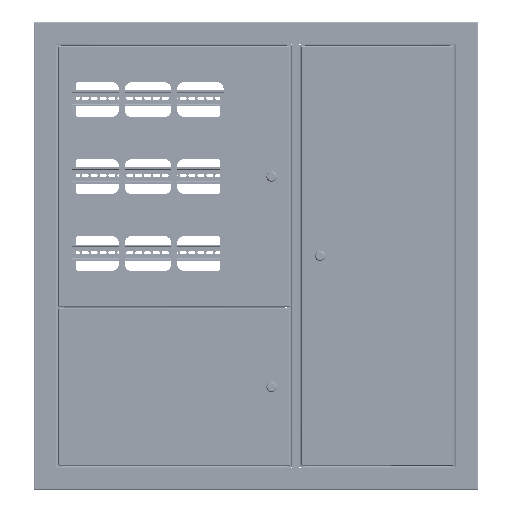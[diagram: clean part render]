
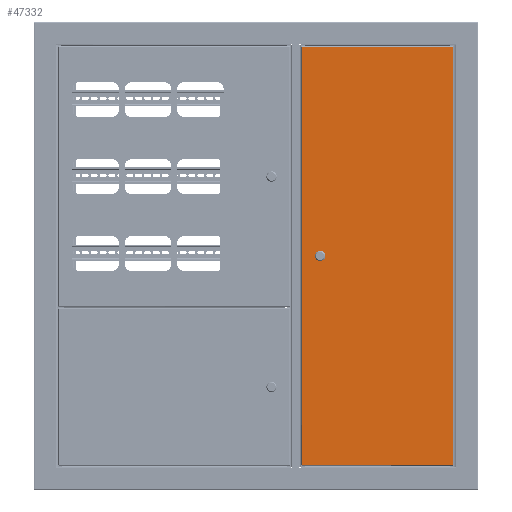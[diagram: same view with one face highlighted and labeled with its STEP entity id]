
A CAD part, top view. The second image highlights one B-rep face of the part: STEP entity #47332.
In plain terms, the highlighted planar face has unit normal (0, 0, 1).
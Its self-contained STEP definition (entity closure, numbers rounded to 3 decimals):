
#424 = VERTEX_POINT ( 'NONE', #24118 ) ;
#2833 = VECTOR ( 'NONE', #63130, 1000. ) ;
#3633 = DIRECTION ( 'NONE',  ( 0., 0., 1. ) ) ;
#4125 = DIRECTION ( 'NONE',  ( 0., 0., 1. ) ) ;
#4145 = CARTESIAN_POINT ( 'NONE',  ( 451.849, 48.5, 0. ) ) ;
#5457 = LINE ( 'NONE', #34953, #5680 ) ;
#5680 = VECTOR ( 'NONE', #94028, 1000. ) ;
#5748 = EDGE_CURVE ( 'NONE', #8211, #57055, #26844, .T. ) ;
#5985 = CARTESIAN_POINT ( 'NONE',  ( 451.849, 31.5, 0. ) ) ;
#8211 = VERTEX_POINT ( 'NONE', #88147 ) ;
#8599 = ORIENTED_EDGE ( 'NONE', *, *, #81485, .T. ) ;
#8736 = VERTEX_POINT ( 'NONE', #67019 ) ;
#10136 = AXIS2_PLACEMENT_3D ( 'NONE', #93238, #26902, #56480 ) ;
#11355 = FACE_BOUND ( 'NONE', #80201, .T. ) ;
#11372 = CARTESIAN_POINT ( 'NONE',  ( 448.2, 40., 0. ) ) ;
#13220 = LINE ( 'NONE', #5985, #2833 ) ;
#16592 = ORIENTED_EDGE ( 'NONE', *, *, #84040, .F. ) ;
#17952 = CIRCLE ( 'NONE', #64371, 9.25 ) ;
#19078 = DIRECTION ( 'NONE',  ( 1., 0., 0. ) ) ;
#19558 = DIRECTION ( 'NONE',  ( -1., 0., 0. ) ) ;
#22400 = CARTESIAN_POINT ( 'NONE',  ( 457.45, 40., 0. ) ) ;
#23922 = AXIS2_PLACEMENT_3D ( 'NONE', #11372, #4125, #91279 ) ;
#24118 = CARTESIAN_POINT ( 'NONE',  ( 1.7, 1.7, 0. ) ) ;
#25355 = VERTEX_POINT ( 'NONE', #85463 ) ;
#25671 = CARTESIAN_POINT ( 'NONE',  ( 1.7, 324.293, 0. ) ) ;
#26007 = EDGE_CURVE ( 'NONE', #94560, #25355, #5457, .T. ) ;
#26844 = LINE ( 'NONE', #4145, #27119 ) ;
#26902 = DIRECTION ( 'NONE',  ( 0., 0., 1. ) ) ;
#27119 = VECTOR ( 'NONE', #64159, 1000. ) ;
#27953 = ORIENTED_EDGE ( 'NONE', *, *, #26007, .T. ) ;
#27965 = AXIS2_PLACEMENT_3D ( 'NONE', #93622, #34565, #19558 ) ;
#28239 = LINE ( 'NONE', #36938, #46791 ) ;
#28738 = CIRCLE ( 'NONE', #10136, 9.25 ) ;
#33719 = VERTEX_POINT ( 'NONE', #22400 ) ;
#34565 = DIRECTION ( 'NONE',  ( 0., 0., -1. ) ) ;
#34953 = CARTESIAN_POINT ( 'NONE',  ( 894.7, 0., 0. ) ) ;
#36938 = CARTESIAN_POINT ( 'NONE',  ( 1.7, 1.7, 0. ) ) ;
#39337 = CIRCLE ( 'NONE', #23922, 9.25 ) ;
#41345 = CARTESIAN_POINT ( 'NONE',  ( 448.2, 40., 0. ) ) ;
#41353 = FACE_OUTER_BOUND ( 'NONE', #83251, .T. ) ;
#46791 = VECTOR ( 'NONE', #65549, 1000. ) ;
#47332 = ADVANCED_FACE ( 'NONE', ( #11355, #41353 ), #72371, .F. ) ;
#48688 = ORIENTED_EDGE ( 'NONE', *, *, #94909, .T. ) ;
#52672 = CARTESIAN_POINT ( 'NONE',  ( 894.993, 324., 0. ) ) ;
#56191 = EDGE_CURVE ( 'NONE', #91497, #33719, #39337, .T. ) ;
#56480 = DIRECTION ( 'NONE',  ( 1., 0., 0. ) ) ;
#57055 = VERTEX_POINT ( 'NONE', #66313 ) ;
#57120 = ORIENTED_EDGE ( 'NONE', *, *, #80304, .T. ) ;
#57450 = ORIENTED_EDGE ( 'NONE', *, *, #56191, .F. ) ;
#58474 = ORIENTED_EDGE ( 'NONE', *, *, #80647, .F. ) ;
#59456 = DIRECTION ( 'NONE',  ( -1., 0., 0. ) ) ;
#62279 = ORIENTED_EDGE ( 'NONE', *, *, #68779, .F. ) ;
#63130 = DIRECTION ( 'NONE',  ( 1., 0., 0. ) ) ;
#63391 = CARTESIAN_POINT ( 'NONE',  ( 1.7, 324., 0. ) ) ;
#64159 = DIRECTION ( 'NONE',  ( -1., 0., 0. ) ) ;
#64371 = AXIS2_PLACEMENT_3D ( 'NONE', #41345, #3633, #19078 ) ;
#64792 = DIRECTION ( 'NONE',  ( 0., -1., 0. ) ) ;
#65549 = DIRECTION ( 'NONE',  ( 1., 0., 0. ) ) ;
#66313 = CARTESIAN_POINT ( 'NONE',  ( 444.551, 48.5, 0. ) ) ;
#67019 = CARTESIAN_POINT ( 'NONE',  ( 444.551, 31.5, 0. ) ) ;
#68779 = EDGE_CURVE ( 'NONE', #33719, #8211, #17952, .T. ) ;
#72371 = PLANE ( 'NONE',  #27965 ) ;
#72540 = LINE ( 'NONE', #25671, #78308 ) ;
#74010 = LINE ( 'NONE', #52672, #76582 ) ;
#76061 = ORIENTED_EDGE ( 'NONE', *, *, #5748, .F. ) ;
#76582 = VECTOR ( 'NONE', #59456, 1000. ) ;
#78308 = VECTOR ( 'NONE', #64792, 1000. ) ;
#79705 = CARTESIAN_POINT ( 'NONE',  ( 894.7, 1.7, 0. ) ) ;
#80201 = EDGE_LOOP ( 'NONE', ( #76061, #62279, #57450, #16592, #58474 ) ) ;
#80304 = EDGE_CURVE ( 'NONE', #25355, #94086, #74010, .T. ) ;
#80647 = EDGE_CURVE ( 'NONE', #57055, #8736, #28738, .T. ) ;
#81485 = EDGE_CURVE ( 'NONE', #94086, #424, #72540, .T. ) ;
#83251 = EDGE_LOOP ( 'NONE', ( #48688, #27953, #57120, #8599 ) ) ;
#84040 = EDGE_CURVE ( 'NONE', #8736, #91497, #13220, .T. ) ;
#85463 = CARTESIAN_POINT ( 'NONE',  ( 894.7, 324., 0. ) ) ;
#85823 = CARTESIAN_POINT ( 'NONE',  ( 451.849, 31.5, 0. ) ) ;
#88147 = CARTESIAN_POINT ( 'NONE',  ( 451.849, 48.5, 0. ) ) ;
#91279 = DIRECTION ( 'NONE',  ( 1., 0., 0. ) ) ;
#91497 = VERTEX_POINT ( 'NONE', #85823 ) ;
#93238 = CARTESIAN_POINT ( 'NONE',  ( 448.2, 40., 0. ) ) ;
#93622 = CARTESIAN_POINT ( 'NONE',  ( 0., 325.7, 0. ) ) ;
#94028 = DIRECTION ( 'NONE',  ( 0., 1., 0. ) ) ;
#94086 = VERTEX_POINT ( 'NONE', #63391 ) ;
#94560 = VERTEX_POINT ( 'NONE', #79705 ) ;
#94909 = EDGE_CURVE ( 'NONE', #424, #94560, #28239, .T. ) ;
